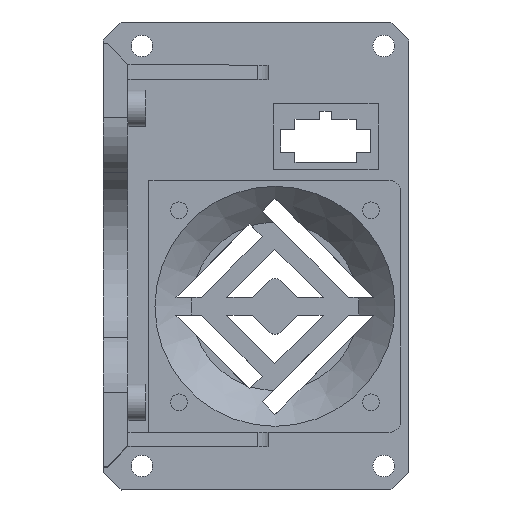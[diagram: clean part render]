
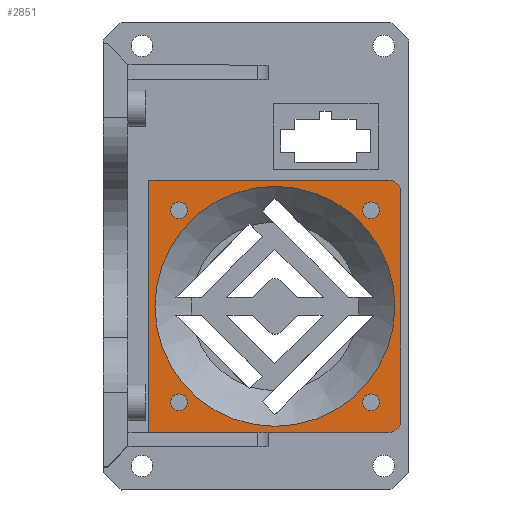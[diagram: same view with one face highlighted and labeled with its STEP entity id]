
A CAD part, top view. The second image highlights one B-rep face of the part: STEP entity #2851.
In plain terms, the highlighted planar face has unit normal (0, 0, 1).
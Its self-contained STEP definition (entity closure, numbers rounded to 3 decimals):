
#65=CIRCLE('',#3018,2.);
#66=CIRCLE('',#3021,2.);
#67=CIRCLE('',#3022,1.4);
#68=CIRCLE('',#3023,20.);
#69=CIRCLE('',#3024,1.4);
#70=CIRCLE('',#3025,1.4);
#71=CIRCLE('',#3026,1.4);
#125=FACE_BOUND('',#340,.T.);
#126=FACE_BOUND('',#341,.T.);
#127=FACE_BOUND('',#342,.T.);
#128=FACE_BOUND('',#343,.T.);
#129=FACE_BOUND('',#344,.T.);
#185=FACE_OUTER_BOUND('',#339,.T.);
#339=EDGE_LOOP('',(#2013,#2014,#2015,#2016,#2017,#2018,#2019));
#340=EDGE_LOOP('',(#2020));
#341=EDGE_LOOP('',(#2021));
#342=EDGE_LOOP('',(#2022));
#343=EDGE_LOOP('',(#2023));
#344=EDGE_LOOP('',(#2024));
#585=LINE('',#4145,#924);
#587=LINE('',#4149,#926);
#588=LINE('',#4153,#927);
#589=LINE('',#4155,#928);
#590=LINE('',#4156,#929);
#924=VECTOR('',#3347,10.);
#926=VECTOR('',#3351,10.);
#927=VECTOR('',#3354,10.);
#928=VECTOR('',#3355,10.);
#929=VECTOR('',#3356,10.);
#1247=VERTEX_POINT('',#4138);
#1248=VERTEX_POINT('',#4139);
#1249=VERTEX_POINT('',#4144);
#1250=VERTEX_POINT('',#4148);
#1251=VERTEX_POINT('',#4150);
#1252=VERTEX_POINT('',#4152);
#1253=VERTEX_POINT('',#4154);
#1254=VERTEX_POINT('',#4157);
#1255=VERTEX_POINT('',#4159);
#1256=VERTEX_POINT('',#4161);
#1257=VERTEX_POINT('',#4163);
#1258=VERTEX_POINT('',#4165);
#1544=EDGE_CURVE('',#1247,#1248,#65,.T.);
#1547=EDGE_CURVE('',#1249,#1248,#585,.T.);
#1549=EDGE_CURVE('',#1247,#1250,#587,.T.);
#1550=EDGE_CURVE('',#1251,#1250,#66,.T.);
#1551=EDGE_CURVE('',#1251,#1252,#588,.T.);
#1552=EDGE_CURVE('',#1252,#1253,#589,.T.);
#1553=EDGE_CURVE('',#1249,#1253,#590,.T.);
#1554=EDGE_CURVE('',#1254,#1254,#67,.T.);
#1555=EDGE_CURVE('',#1255,#1255,#68,.T.);
#1556=EDGE_CURVE('',#1256,#1256,#69,.T.);
#1557=EDGE_CURVE('',#1257,#1257,#70,.T.);
#1558=EDGE_CURVE('',#1258,#1258,#71,.T.);
#2013=ORIENTED_EDGE('',*,*,#1544,.F.);
#2014=ORIENTED_EDGE('',*,*,#1549,.T.);
#2015=ORIENTED_EDGE('',*,*,#1550,.F.);
#2016=ORIENTED_EDGE('',*,*,#1551,.T.);
#2017=ORIENTED_EDGE('',*,*,#1552,.T.);
#2018=ORIENTED_EDGE('',*,*,#1553,.F.);
#2019=ORIENTED_EDGE('',*,*,#1547,.T.);
#2020=ORIENTED_EDGE('',*,*,#1554,.T.);
#2021=ORIENTED_EDGE('',*,*,#1555,.T.);
#2022=ORIENTED_EDGE('',*,*,#1556,.T.);
#2023=ORIENTED_EDGE('',*,*,#1557,.T.);
#2024=ORIENTED_EDGE('',*,*,#1558,.T.);
#2728=PLANE('',#3020);
#2851=ADVANCED_FACE('',(#185,#125,#126,#127,#128,#129),#2728,.T.);
#3018=AXIS2_PLACEMENT_3D('',#4140,#3341,#3342);
#3020=AXIS2_PLACEMENT_3D('',#4147,#3349,#3350);
#3021=AXIS2_PLACEMENT_3D('',#4151,#3352,#3353);
#3022=AXIS2_PLACEMENT_3D('',#4158,#3357,#3358);
#3023=AXIS2_PLACEMENT_3D('',#4160,#3359,#3360);
#3024=AXIS2_PLACEMENT_3D('',#4162,#3361,#3362);
#3025=AXIS2_PLACEMENT_3D('',#4164,#3363,#3364);
#3026=AXIS2_PLACEMENT_3D('',#4166,#3365,#3366);
#3341=DIRECTION('center_axis',(0.,0.,
-1.));
#3342=DIRECTION('ref_axis',(0.707,-0.707,0.));
#3347=DIRECTION('',(1.,0.,0.));
#3349=DIRECTION('center_axis',(0.,0.,
1.));
#3350=DIRECTION('ref_axis',(-1.,0.,0.));
#3351=DIRECTION('',(0.,1.,0.));
#3352=DIRECTION('center_axis',(0.,0.,
-1.));
#3353=DIRECTION('ref_axis',(0.707,0.707,0.));
#3354=DIRECTION('',(-1.,0.,0.));
#3355=DIRECTION('',(0.,-1.,0.));
#3356=DIRECTION('',(-1.,0.,0.));
#3357=DIRECTION('center_axis',(0.,0.,
-1.));
#3358=DIRECTION('ref_axis',(-1.,0.,0.));
#3359=DIRECTION('center_axis',(0.,0.,
-1.));
#3360=DIRECTION('ref_axis',(-1.,0.,0.));
#3361=DIRECTION('center_axis',(0.,0.,
-1.));
#3362=DIRECTION('ref_axis',(-1.,0.,0.));
#3363=DIRECTION('center_axis',(0.,0.,
-1.));
#3364=DIRECTION('ref_axis',(-1.,0.,0.));
#3365=DIRECTION('center_axis',(0.,0.,
-1.));
#3366=DIRECTION('ref_axis',(-1.,0.,0.));
#4138=CARTESIAN_POINT('',(143.063,-71.485,11.004));
#4139=CARTESIAN_POINT('',(141.063,-73.485,11.004));
#4140=CARTESIAN_POINT('Origin',(141.063,-71.485,11.004));
#4144=CARTESIAN_POINT('',(120.979,-73.485,11.004));
#4145=CARTESIAN_POINT('',(101.063,-73.485,11.004));
#4147=CARTESIAN_POINT('Origin',(118.9,-44.085,11.004));
#4148=CARTESIAN_POINT('',(143.063,-33.485,11.004));
#4149=CARTESIAN_POINT('',(143.063,-73.485,11.004));
#4150=CARTESIAN_POINT('',(141.063,-31.485,11.004));
#4151=CARTESIAN_POINT('Origin',(141.063,-33.485,11.004));
#4152=CARTESIAN_POINT('',(101.063,-31.485,11.004));
#4153=CARTESIAN_POINT('',(143.063,-31.485,11.004));
#4154=CARTESIAN_POINT('',(101.063,-73.485,11.004));
#4155=CARTESIAN_POINT('',(101.063,-73.485,11.004));
#4156=CARTESIAN_POINT('',(118.9,-73.485,11.004));
#4157=CARTESIAN_POINT('',(139.463,-36.485,11.004));
#4158=CARTESIAN_POINT('Origin',(138.063,-36.485,11.004));
#4159=CARTESIAN_POINT('',(142.063,-52.485,11.004));
#4160=CARTESIAN_POINT('Origin',(122.063,-52.485,11.004));
#4161=CARTESIAN_POINT('',(107.463,-36.485,11.004));
#4162=CARTESIAN_POINT('Origin',(106.063,-36.485,11.004));
#4163=CARTESIAN_POINT('',(107.463,-68.485,11.004));
#4164=CARTESIAN_POINT('Origin',(106.063,-68.485,11.004));
#4165=CARTESIAN_POINT('',(139.463,-68.485,11.004));
#4166=CARTESIAN_POINT('Origin',(138.063,-68.485,11.004));
